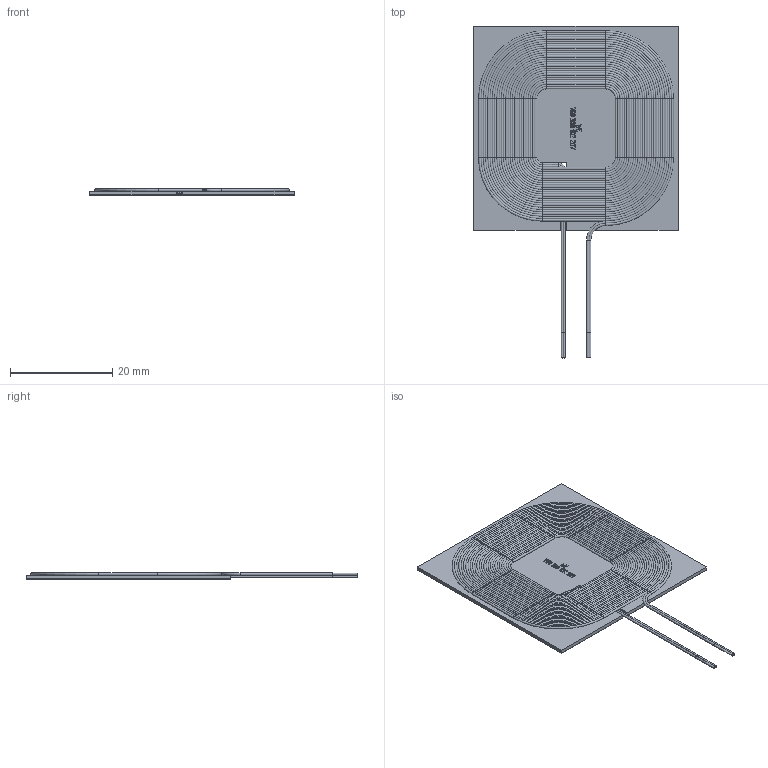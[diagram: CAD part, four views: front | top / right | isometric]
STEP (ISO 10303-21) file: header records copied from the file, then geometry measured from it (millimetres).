
FILE_DESCRIPTION(/* description */ ('Unknown'),/* implementation_level */ '2;1');
FILE_NAME(/* name */ '760308102207',/* time_stamp */ '2020-03-06T10:41:51+01:00',/* author */ ('Unknown'),/* organization */ ('Unknown'),/* preprocessor_version */ 'ST-DEVELOPER v16.7',/* originating_system */ 'DEX',/* authorisation */ $);
FILE_SCHEMA (('AUTOMOTIVE_DESIGN {1 0 10303 214 3 1 1}'));
Length unit declared in the file: millimetre
Products named in the file (5): 760308102207; Ferrite-Sheet; Turns; Adhesive Tape; Release Tape
Assembly tree (4 placements, depth 2):
  760308102207
    Ferrite-Sheet
    Turns
    Adhesive Tape
    Release Tape
Bounding box: 40 x 65 x 1.18 mm (x, y, z)
Volume: 1551.4 mm3; surface area: 12733.3 mm2
Topology: 4 solids, 4 shells, 375 faces, 818 edges, 474 vertices
Faces by surface type: plane 126, cylinder 110, torus 108, bspline 31
Entity records: 13736 total; most frequent: CARTESIAN_POINT 3275, DIRECTION 1650, ORIENTED_EDGE 1616, EDGE_CURVE 808, AXIS2_PLACEMENT_3D 683, VERTEX_POINT 474, EDGE_LOOP 408, FACE_BOUND 408
